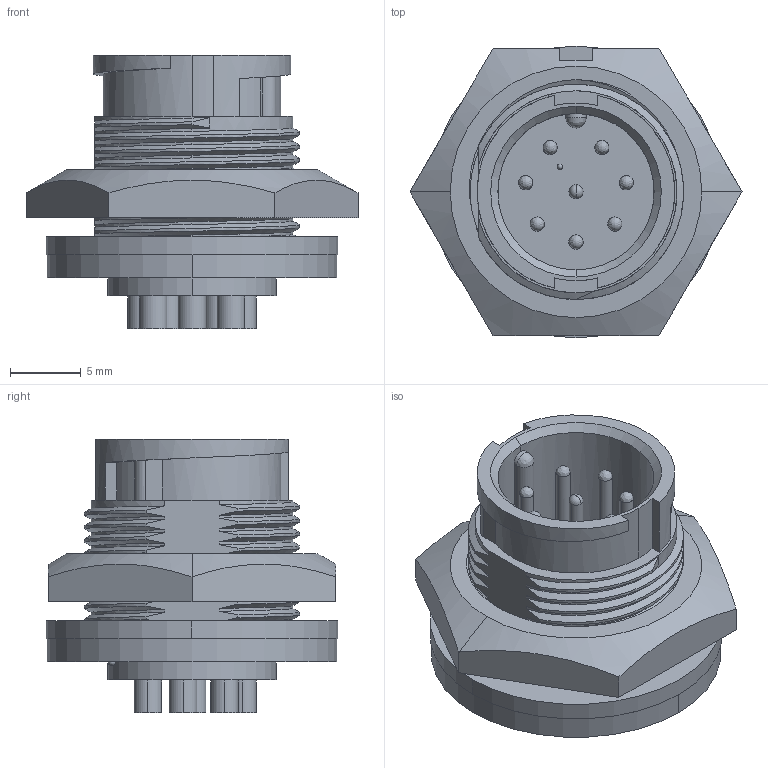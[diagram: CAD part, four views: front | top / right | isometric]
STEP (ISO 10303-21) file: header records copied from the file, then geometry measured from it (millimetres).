
FILE_DESCRIPTION (( 'STEP AP203' ), '1' );
FILE_NAME ('7280-8PG-300.STEP', '2013-04-01T13:56:44', ( 'J0FPBF1' ), ( '' ), 'SwSTEP 2.0', 'SolidWorks 2012', '' );
FILE_SCHEMA (( 'CONFIG_CONTROL_DESIGN' ));
Length unit declared in the file: inch
Products named in the file (1): 7280-8PG-300
Bounding box: 23.46 x 20.62 x 19.34 mm (x, y, z)
Volume: 2957.3 mm3; surface area: 3046.6 mm2
Topology: 2 solids, 2 shells, 180 faces, 480 edges, 319 vertices
Faces by surface type: cylinder 98, plane 42, bspline 34, cone 4, sphere 2
Entity records: 12513 total; most frequent: CARTESIAN_POINT 8476, ORIENTED_EDGE 944, DIRECTION 680, EDGE_CURVE 472, VERTEX_POINT 319, AXIS2_PLACEMENT_3D 253, EDGE_LOOP 205, ADVANCED_FACE 180
